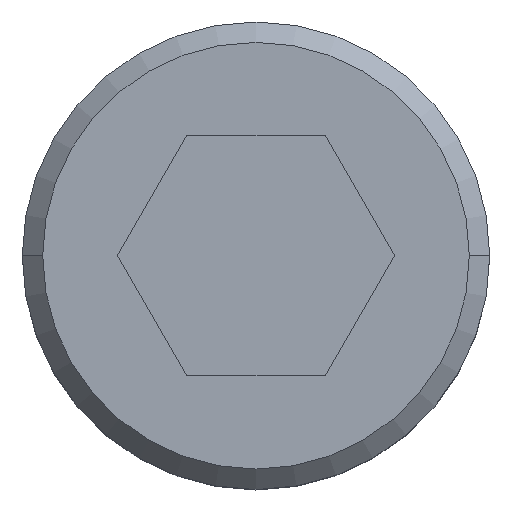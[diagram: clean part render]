
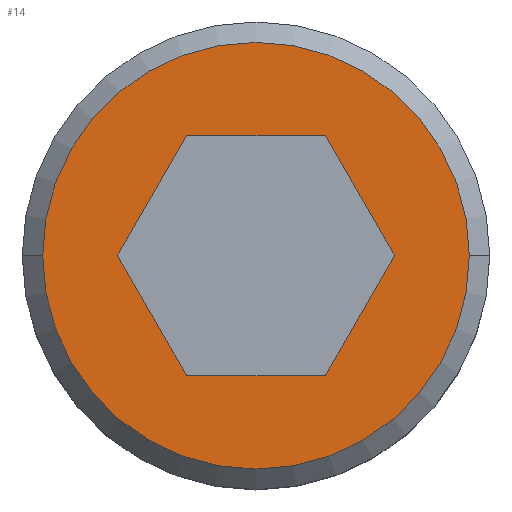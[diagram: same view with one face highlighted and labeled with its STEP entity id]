
A CAD part, top view. The second image highlights one B-rep face of the part: STEP entity #14.
In plain terms, the highlighted planar face has unit normal (0, 0, 1).
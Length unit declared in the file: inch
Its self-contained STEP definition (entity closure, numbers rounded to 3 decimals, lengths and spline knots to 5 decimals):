
#1 = ORIENTED_EDGE ( 'NONE', *, *, #27, .F. ) ;
#3 = ORIENTED_EDGE ( 'NONE', *, *, #147, .T. ) ;
#5 = ORIENTED_EDGE ( 'NONE', *, *, #9, .F. ) ;
#6 = VERTEX_POINT ( 'NONE', #203 ) ;
#8 = EDGE_CURVE ( 'NONE', #137, #139, #222, .T. ) ;
#9 = EDGE_CURVE ( 'NONE', #107, #6, #255, .T. ) ;
#11 = ORIENTED_EDGE ( 'NONE', *, *, #8, .T. ) ;
#12 = EDGE_LOOP ( 'NONE', ( #11, #3 ) ) ;
#14 = ADVANCED_FACE ( 'NONE', ( #246, #256 ), #223, .T. ) ;
#15 = EDGE_LOOP ( 'NONE', ( #5, #1, #46, #65, #42, #50 ) ) ;
#17 = VERTEX_POINT ( 'NONE', #262 ) ;
#19 = EDGE_CURVE ( 'NONE', #60, #17, #241, .T. ) ;
#27 = EDGE_CURVE ( 'NONE', #45, #107, #178, .T. ) ;
#42 = ORIENTED_EDGE ( 'NONE', *, *, #67, .F. ) ;
#43 = EDGE_CURVE ( 'NONE', #6, #51, #192, .T. ) ;
#45 = VERTEX_POINT ( 'NONE', #193 ) ;
#46 = ORIENTED_EDGE ( 'NONE', *, *, #47, .F. ) ;
#47 = EDGE_CURVE ( 'NONE', #17, #45, #198, .T. ) ;
#50 = ORIENTED_EDGE ( 'NONE', *, *, #43, .F. ) ;
#51 = VERTEX_POINT ( 'NONE', #300 ) ;
#60 = VERTEX_POINT ( 'NONE', #335 ) ;
#65 = ORIENTED_EDGE ( 'NONE', *, *, #19, .F. ) ;
#67 = EDGE_CURVE ( 'NONE', #51, #60, #333, .T. ) ;
#107 = VERTEX_POINT ( 'NONE', #380 ) ;
#137 = VERTEX_POINT ( 'NONE', #418 ) ;
#139 = VERTEX_POINT ( 'NONE', #367 ) ;
#147 = EDGE_CURVE ( 'NONE', #139, #137, #459, .T. ) ;
#173 = DIRECTION ( 'NONE',  ( 1., 0., 0. ) ) ;
#174 = VECTOR ( 'NONE', #173, 39.37008 ) ;
#175 = CARTESIAN_POINT ( 'NONE',  ( -0.02714, -0.047, 0. ) ) ;
#178 = LINE ( 'NONE', #175, #174 ) ;
#182 = DIRECTION ( 'NONE',  ( 0.5, -0.866, 0. ) ) ;
#183 = VECTOR ( 'NONE', #182, 39.37008 ) ;
#189 = DIRECTION ( 'NONE',  ( -0.5, 0.866, 0. ) ) ;
#190 = VECTOR ( 'NONE', #189, 39.37008 ) ;
#191 = CARTESIAN_POINT ( 'NONE',  ( 0.05427, 0., 0. ) ) ;
#192 = LINE ( 'NONE', #191, #190 ) ;
#193 = CARTESIAN_POINT ( 'NONE',  ( -0.02714, -0.047, 0. ) ) ;
#197 = CARTESIAN_POINT ( 'NONE',  ( -0.05427, 0., 0. ) ) ;
#198 = LINE ( 'NONE', #197, #183 ) ;
#203 = CARTESIAN_POINT ( 'NONE',  ( 0.05427, 0., 0. ) ) ;
#222 = CIRCLE ( 'NONE', #261, 0.0835 ) ;
#223 = PLANE ( 'NONE',  #251 ) ;
#234 = DIRECTION ( 'NONE',  ( -0.5, -0.866, 0. ) ) ;
#235 = VECTOR ( 'NONE', #234, 39.37008 ) ;
#237 = DIRECTION ( 'NONE',  ( 1., 0., 0. ) ) ;
#238 = DIRECTION ( 'NONE',  ( 0., 0., 1. ) ) ;
#240 = CARTESIAN_POINT ( 'NONE',  ( -0.02714, 0.047, 0. ) ) ;
#241 = LINE ( 'NONE', #240, #235 ) ;
#246 = FACE_OUTER_BOUND ( 'NONE', #12, .T. ) ;
#249 = CARTESIAN_POINT ( 'NONE',  ( 0., 0., 0. ) ) ;
#251 = AXIS2_PLACEMENT_3D ( 'NONE', #249, #238, #237 ) ;
#252 = DIRECTION ( 'NONE',  ( 0.5, 0.866, 0. ) ) ;
#253 = VECTOR ( 'NONE', #252, 39.37008 ) ;
#254 = CARTESIAN_POINT ( 'NONE',  ( 0.02714, -0.047, 0. ) ) ;
#255 = LINE ( 'NONE', #254, #253 ) ;
#256 = FACE_BOUND ( 'NONE', #15, .T. ) ;
#258 = DIRECTION ( 'NONE',  ( 1., 0., 0. ) ) ;
#259 = DIRECTION ( 'NONE',  ( 0., 0., 1. ) ) ;
#260 = CARTESIAN_POINT ( 'NONE',  ( 0., 0., 0. ) ) ;
#261 = AXIS2_PLACEMENT_3D ( 'NONE', #260, #259, #258 ) ;
#262 = CARTESIAN_POINT ( 'NONE',  ( -0.05427, 0., 0. ) ) ;
#267 = DIRECTION ( 'NONE',  ( -1., 0., 0. ) ) ;
#300 = CARTESIAN_POINT ( 'NONE',  ( 0.02714, 0.047, 0. ) ) ;
#321 = VECTOR ( 'NONE', #267, 39.37008 ) ;
#324 = CARTESIAN_POINT ( 'NONE',  ( 0.02714, 0.047, 0. ) ) ;
#333 = LINE ( 'NONE', #324, #321 ) ;
#335 = CARTESIAN_POINT ( 'NONE',  ( -0.02714, 0.047, 0. ) ) ;
#367 = CARTESIAN_POINT ( 'NONE',  ( 0.0835, 0., 0. ) ) ;
#380 = CARTESIAN_POINT ( 'NONE',  ( 0.02714, -0.047, 0. ) ) ;
#394 = DIRECTION ( 'NONE',  ( 0., 0., 1. ) ) ;
#418 = CARTESIAN_POINT ( 'NONE',  ( -0.0835, 0., 0. ) ) ;
#457 = DIRECTION ( 'NONE',  ( 1., 0., 0. ) ) ;
#458 = AXIS2_PLACEMENT_3D ( 'NONE', #463, #394, #457 ) ;
#459 = CIRCLE ( 'NONE', #458, 0.0835 ) ;
#463 = CARTESIAN_POINT ( 'NONE',  ( 0., 0., 0. ) ) ;
